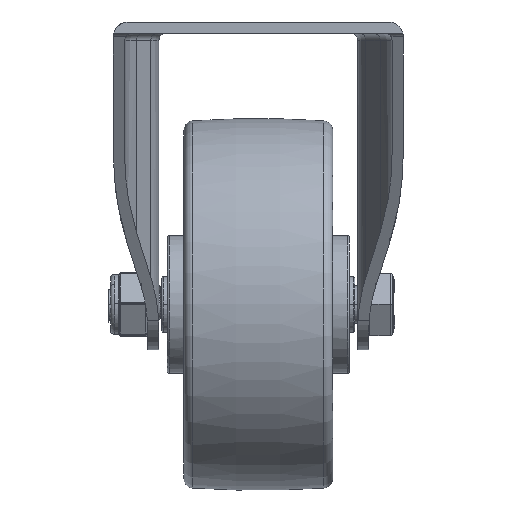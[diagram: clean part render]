
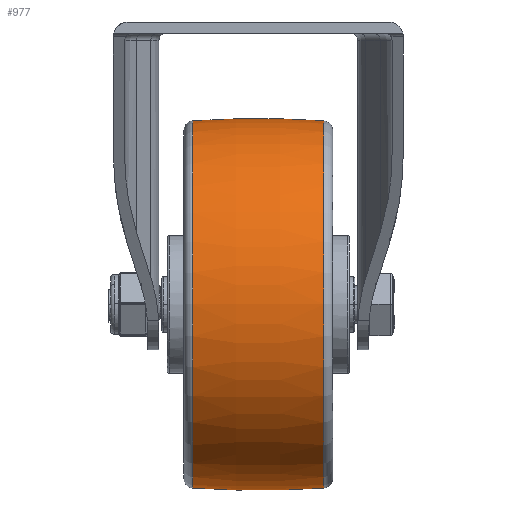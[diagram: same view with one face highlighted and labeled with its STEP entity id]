
A CAD part, left-side view. The second image highlights one B-rep face of the part: STEP entity #977.
In plain terms, the highlighted toroidal (fillet/blend) face has major radius 217.042 mm and minor radius 267.042 mm.
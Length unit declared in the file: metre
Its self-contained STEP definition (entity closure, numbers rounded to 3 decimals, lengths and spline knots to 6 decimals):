
#977=ADVANCED_FACE('1:41911',(#1903),#1904,.T.);
#1903=FACE_OUTER_BOUND('',#3349,.T.);
#1904=TOROIDAL_SURFACE('',#3350,-0.217042,0.267042);
#3349=EDGE_LOOP('',(#31973,#31974,#31975,#31976));
#3350=AXIS2_PLACEMENT_3D('',#31977,#31978,#31979);
#31973=ORIENTED_EDGE('',*,*,#38166,.T.);
#31974=ORIENTED_EDGE('',*,*,#38175,.F.);
#31975=ORIENTED_EDGE('',*,*,#38168,.T.);
#31976=ORIENTED_EDGE('',*,*,#38174,.T.);
#31977=CARTESIAN_POINT('',(0.0,0.,0.0));
#31978=DIRECTION('',(0.0,-1.0,0.0));
#31979=DIRECTION('',(0.0,0.0,-1.0));
#38166=EDGE_CURVE('',#40064,#40056,#40065,.T.);
#38168=EDGE_CURVE('',#40059,#40066,#40068,.T.);
#38174=EDGE_CURVE('1:41929',#40066,#40064,#40076,.T.);
#38175=EDGE_CURVE('1:41932',#40059,#40056,#40077,.T.);
#40056=VERTEX_POINT('',#42992);
#40059=VERTEX_POINT('',#42995);
#40064=VERTEX_POINT('',#43000);
#40065=CIRCLE('',#43001,0.267042);
#40066=VERTEX_POINT('',#43002);
#40068=CIRCLE('',#43004,0.267042);
#40076=CIRCLE('',#43012,0.049415);
#40077=CIRCLE('',#43013,0.049415);
#42992=CARTESIAN_POINT('',(0.,-0.017665,-0.049415));
#42995=CARTESIAN_POINT('',(0.0,-0.017665,0.049415));
#43000=CARTESIAN_POINT('',(0.,0.017665,-0.049415));
#43001=AXIS2_PLACEMENT_3D('',#51588,#51589,#51590);
#43002=CARTESIAN_POINT('',(0.0,0.017665,0.049415));
#43004=AXIS2_PLACEMENT_3D('',#51594,#51595,#51596);
#43012=AXIS2_PLACEMENT_3D('',#51612,#51613,#51614);
#43013=AXIS2_PLACEMENT_3D('',#51615,#51616,#51617);
#51588=CARTESIAN_POINT('',(0.,0.,0.217042));
#51589=DIRECTION('',(-1.0,-0.0,0.));
#51590=DIRECTION('',(0.,0.0,-1.0));
#51594=CARTESIAN_POINT('',(0.,0.,-0.217042));
#51595=DIRECTION('',(-1.0,-0.0,0.));
#51596=DIRECTION('',(0.,0.0,1.0));
#51612=CARTESIAN_POINT('',(0.0,0.017665,0.0));
#51613=DIRECTION('',(0.0,-1.0,0.0));
#51614=DIRECTION('',(0.0,0.0,1.0));
#51615=CARTESIAN_POINT('',(0.0,-0.017665,0.0));
#51616=DIRECTION('',(0.0,-1.0,0.0));
#51617=DIRECTION('',(0.0,0.0,1.0));
